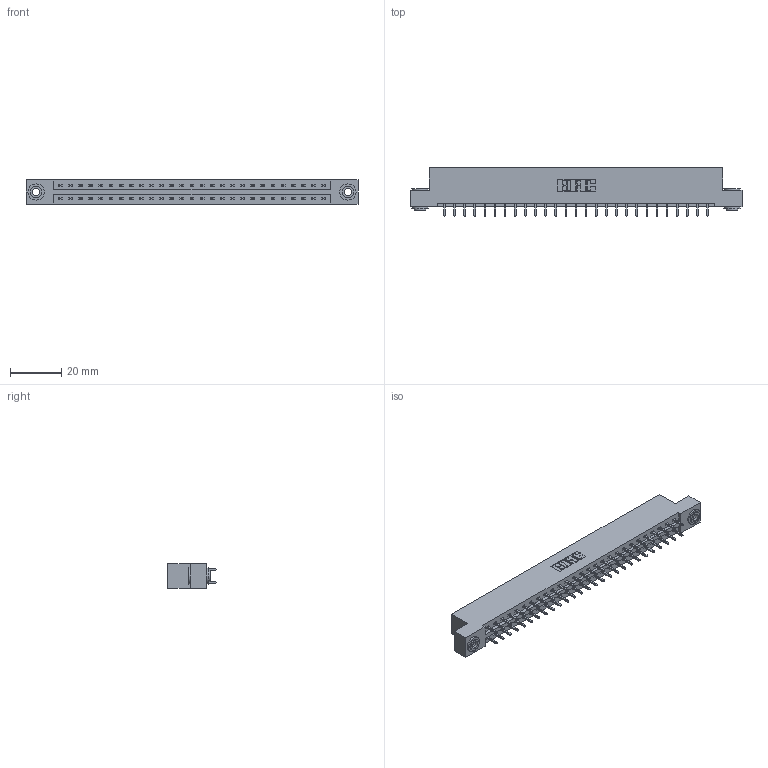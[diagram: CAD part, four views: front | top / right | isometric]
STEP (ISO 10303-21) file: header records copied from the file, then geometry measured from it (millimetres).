
FILE_DESCRIPTION (( 'STEP AP203' ), '1' );
FILE_NAME ('387-054-521-203.STEP', '2018-09-20T21:52:29', ( '' ), ( '' ), 'SwSTEP 2.0', 'SolidWorks 2016', '' );
FILE_SCHEMA (( 'CONFIG_CONTROL_DESIGN' ));
Length unit declared in the file: inch
Products named in the file (4): 337 Part_Flush Mounting Lugs - 0.156 Dia-TH; 345-292-001_345-293-121; 345-250-002_345-250-002-102; 387-054-521-203
Assembly tree (57 placements, depth 2):
  387-054-521-203
    337 Part_Flush Mounting Lugs - 0.156 Dia-TH
    345-292-001_345-293-121  x54
    345-250-002_345-250-002-102  x2
Bounding box: 130 x 19.06 x 9.4 mm (x, y, z)
Volume: 13497.8 mm3; surface area: 15177.9 mm2
Topology: 57 solids, 57 shells, 3068 faces, 9081 edges, 5978 vertices
Faces by surface type: plane 2132, cylinder 928, cone 8
Entity records: 23542 total; most frequent: CARTESIAN_POINT 3953, ORIENTED_EDGE 3882, DIRECTION 3423, EDGE_CURVE 1941, VECTOR 1789, LINE 1789, VERTEX_POINT 1290, AXIS2_PLACEMENT_3D 817
